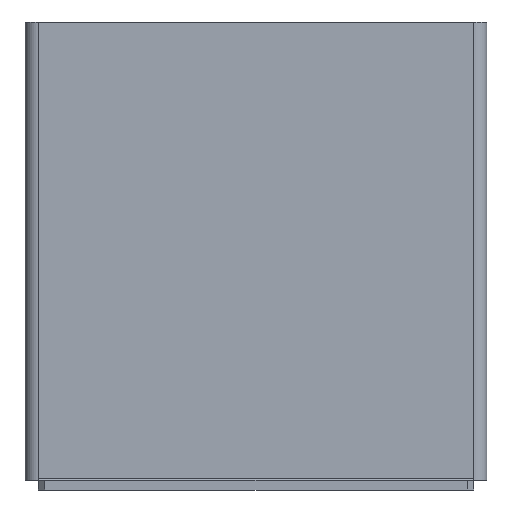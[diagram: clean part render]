
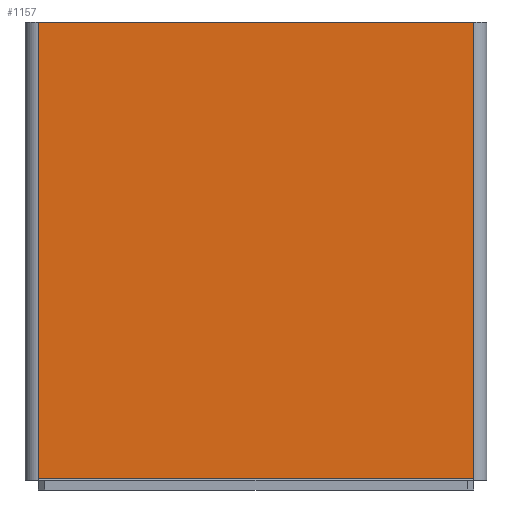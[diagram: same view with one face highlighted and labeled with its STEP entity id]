
A CAD part, front view. The second image highlights one B-rep face of the part: STEP entity #1157.
In plain terms, the highlighted planar face has unit normal (0, -1, 0).
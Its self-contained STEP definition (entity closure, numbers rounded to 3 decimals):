
#7 = VECTOR ( 'NONE', #343, 1000. ) ;
#60 = CARTESIAN_POINT ( 'NONE',  ( 66.5, -3., -69.5 ) ) ;
#63 = AXIS2_PLACEMENT_3D ( 'NONE', #1966, #1289, #1272 ) ;
#104 = VECTOR ( 'NONE', #469, 1000. ) ;
#118 = VECTOR ( 'NONE', #1744, 1000. ) ;
#189 = VERTEX_POINT ( 'NONE', #794 ) ;
#191 = ORIENTED_EDGE ( 'NONE', *, *, #1464, .F. ) ;
#289 = CARTESIAN_POINT ( 'NONE',  ( 66.5, -3., 70. ) ) ;
#309 = ORIENTED_EDGE ( 'NONE', *, *, #1908, .T. ) ;
#343 = DIRECTION ( 'NONE',  ( 0., 0., -1. ) ) ;
#401 = FACE_OUTER_BOUND ( 'NONE', #1434, .T. ) ;
#445 = DIRECTION ( 'NONE',  ( 1., 0., 0. ) ) ;
#469 = DIRECTION ( 'NONE',  ( -1., 0., 0. ) ) ;
#592 = EDGE_CURVE ( 'NONE', #189, #2060, #730, .T. ) ;
#636 = PLANE ( 'NONE',  #63 ) ;
#661 = CARTESIAN_POINT ( 'NONE',  ( -66.5, -3., -69.5 ) ) ;
#695 = CARTESIAN_POINT ( 'NONE',  ( -66.5, -3., 70. ) ) ;
#730 = LINE ( 'NONE', #695, #7 ) ;
#741 = LINE ( 'NONE', #769, #1417 ) ;
#751 = ORIENTED_EDGE ( 'NONE', *, *, #1125, .F. ) ;
#769 = CARTESIAN_POINT ( 'NONE',  ( -67.5, -3., 70. ) ) ;
#782 = CARTESIAN_POINT ( 'NONE',  ( 66.5, -3., -69.5 ) ) ;
#794 = CARTESIAN_POINT ( 'NONE',  ( -66.5, -3., 70. ) ) ;
#973 = LINE ( 'NONE', #782, #104 ) ;
#1043 = VERTEX_POINT ( 'NONE', #60 ) ;
#1113 = CARTESIAN_POINT ( 'NONE',  ( 66.5, -3., -70. ) ) ;
#1125 = EDGE_CURVE ( 'NONE', #1043, #2060, #973, .T. ) ;
#1157 = ADVANCED_FACE ( 'NONE', ( #401 ), #636, .F. ) ;
#1272 = DIRECTION ( 'NONE',  ( 0., 0., 1. ) ) ;
#1289 = DIRECTION ( 'NONE',  ( 0., 1., 0. ) ) ;
#1417 = VECTOR ( 'NONE', #445, 1000. ) ;
#1434 = EDGE_LOOP ( 'NONE', ( #751, #309, #191, #1539 ) ) ;
#1464 = EDGE_CURVE ( 'NONE', #189, #1906, #741, .T. ) ;
#1539 = ORIENTED_EDGE ( 'NONE', *, *, #592, .T. ) ;
#1744 = DIRECTION ( 'NONE',  ( 0., 0., 1. ) ) ;
#1807 = LINE ( 'NONE', #1113, #118 ) ;
#1906 = VERTEX_POINT ( 'NONE', #289 ) ;
#1908 = EDGE_CURVE ( 'NONE', #1043, #1906, #1807, .T. ) ;
#1966 = CARTESIAN_POINT ( 'NONE',  ( 67.5, -3., 70. ) ) ;
#2060 = VERTEX_POINT ( 'NONE', #661 ) ;
